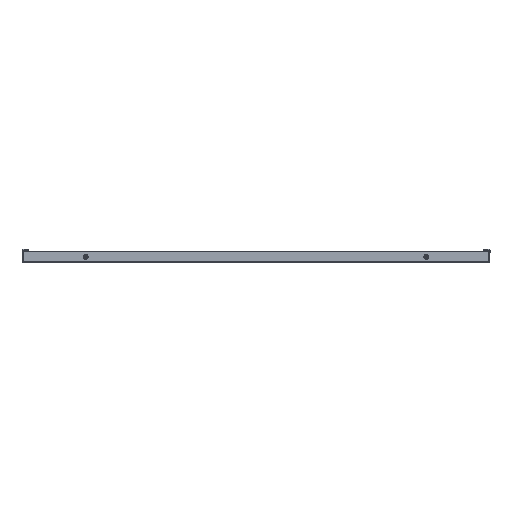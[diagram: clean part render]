
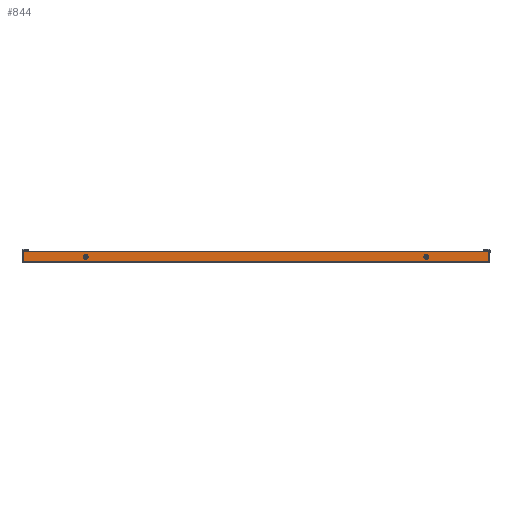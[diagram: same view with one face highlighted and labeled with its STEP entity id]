
A CAD part, front view. The second image highlights one B-rep face of the part: STEP entity #844.
In plain terms, the highlighted planar face has unit normal (0, -1, 0).
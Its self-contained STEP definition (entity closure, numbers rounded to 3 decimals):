
#844 = ADVANCED_FACE ( 'NONE', ( #21847, #21856, #21860 ), #14250, .F. ) ;
#1033 = DIRECTION ( 'NONE',  ( 0., 0., -1. ) ) ;
#1045 = DIRECTION ( 'NONE',  ( 0., -1., 0. ) ) ;
#1274 = CARTESIAN_POINT ( 'NONE',  ( -271.4, -1080.5, 9.5 ) ) ;
#1276 = DIRECTION ( 'NONE',  ( 0., 1., 0. ) ) ;
#1280 = DIRECTION ( 'NONE',  ( 0., 0., -1. ) ) ;
#1291 = CARTESIAN_POINT ( 'NONE',  ( 271.4, -1080.5, 9.5 ) ) ;
#4084 = AXIS2_PLACEMENT_3D ( 'NONE', #1274, #1045, #1033 ) ;
#4105 = AXIS2_PLACEMENT_3D ( 'NONE', #1291, #1276, #1280 ) ;
#7752 = AXIS2_PLACEMENT_3D ( 'NONE', #11714, #11663, #11671 ) ;
#7755 = AXIS2_PLACEMENT_3D ( 'NONE', #11773, #11782, #11783 ) ;
#9735 = CARTESIAN_POINT ( 'NONE',  ( -371.4, -1080.5, 18.5 ) ) ;
#9750 = CARTESIAN_POINT ( 'NONE',  ( 371.4, -1080.5, 18.5 ) ) ;
#9967 = CARTESIAN_POINT ( 'NONE',  ( 271.4, -1080.5, 13.5 ) ) ;
#10128 = CARTESIAN_POINT ( 'NONE',  ( 271.4, -1080.5, 5.5 ) ) ;
#10349 = CARTESIAN_POINT ( 'NONE',  ( -371.4, -1080.5, 1.51 ) ) ;
#10421 = CARTESIAN_POINT ( 'NONE',  ( 371.4, -1080.5, 1.51 ) ) ;
#10581 = CARTESIAN_POINT ( 'NONE',  ( -271.4, -1080.5, 5.5 ) ) ;
#10770 = CARTESIAN_POINT ( 'NONE',  ( -271.4, -1080.5, 13.5 ) ) ;
#11663 = DIRECTION ( 'NONE',  ( 0., 1., 0. ) ) ;
#11671 = DIRECTION ( 'NONE',  ( 0., 0., -1. ) ) ;
#11714 = CARTESIAN_POINT ( 'NONE',  ( 271.4, -1080.5, 9.5 ) ) ;
#11724 = DIRECTION ( 'NONE',  ( -1., 0., 0. ) ) ;
#11726 = CARTESIAN_POINT ( 'NONE',  ( -371.5, -1080.5, 1.51 ) ) ;
#11755 = CARTESIAN_POINT ( 'NONE',  ( 371.4, -1080.5, 1.51 ) ) ;
#11758 = DIRECTION ( 'NONE',  ( 0., 0., 1. ) ) ;
#11770 = CARTESIAN_POINT ( 'NONE',  ( -371.4, -1080.5, 1.51 ) ) ;
#11773 = CARTESIAN_POINT ( 'NONE',  ( -271.4, -1080.5, 9.5 ) ) ;
#11775 = DIRECTION ( 'NONE',  ( 0., 0., 1. ) ) ;
#11782 = DIRECTION ( 'NONE',  ( 0., -1., 0. ) ) ;
#11783 = DIRECTION ( 'NONE',  ( 0., 0., -1. ) ) ;
#11786 = CARTESIAN_POINT ( 'NONE',  ( -371.5, -1080.5, 18.5 ) ) ;
#11787 = DIRECTION ( 'NONE',  ( -1., 0., 0. ) ) ;
#14247 = DIRECTION ( 'NONE',  ( 0., 0., 1. ) ) ;
#14248 = DIRECTION ( 'NONE',  ( 0., 1., 0. ) ) ;
#14250 = PLANE ( 'NONE',  #19306 ) ;
#14251 = CARTESIAN_POINT ( 'NONE',  ( -371.5, -1080.5, 18.5 ) ) ;
#19306 = AXIS2_PLACEMENT_3D ( 'NONE', #14251, #14248, #14247 ) ;
#20583 = ORIENTED_EDGE ( 'NONE', *, *, #22606, .T. ) ;
#20584 = ORIENTED_EDGE ( 'NONE', *, *, #22624, .T. ) ;
#20627 = ORIENTED_EDGE ( 'NONE', *, *, #22425, .F. ) ;
#20673 = ORIENTED_EDGE ( 'NONE', *, *, #22610, .T. ) ;
#20674 = ORIENTED_EDGE ( 'NONE', *, *, #22385, .T. ) ;
#20727 = ORIENTED_EDGE ( 'NONE', *, *, #22614, .F. ) ;
#20793 = ORIENTED_EDGE ( 'NONE', *, *, #22605, .F. ) ;
#20797 = ORIENTED_EDGE ( 'NONE', *, *, #22603, .F. ) ;
#21560 = CIRCLE ( 'NONE', #4084, 4. ) ;
#21638 = CIRCLE ( 'NONE', #4105, 4. ) ;
#21847 = FACE_OUTER_BOUND ( 'NONE', #24702, .T. ) ;
#21856 = FACE_BOUND ( 'NONE', #24708, .T. ) ;
#21860 = FACE_BOUND ( 'NONE', #24711, .T. ) ;
#22334 = VECTOR ( 'NONE', #11775, 1000. ) ;
#22346 = LINE ( 'NONE', #11770, #22334 ) ;
#22353 = VECTOR ( 'NONE', #11758, 1000. ) ;
#22354 = CIRCLE ( 'NONE', #7755, 4. ) ;
#22357 = LINE ( 'NONE', #11786, #22358 ) ;
#22358 = VECTOR ( 'NONE', #11787, 1000. ) ;
#22361 = CIRCLE ( 'NONE', #7752, 4. ) ;
#22362 = VECTOR ( 'NONE', #11724, 1000. ) ;
#22363 = LINE ( 'NONE', #11755, #22353 ) ;
#22366 = LINE ( 'NONE', #11726, #22362 ) ;
#22385 = EDGE_CURVE ( 'NONE', #25515, #25457, #21638, .T. ) ;
#22425 = EDGE_CURVE ( 'NONE', #25615, #25392, #21560, .T. ) ;
#22603 = EDGE_CURVE ( 'NONE', #25295, #25285, #22346, .T. ) ;
#22605 = EDGE_CURVE ( 'NONE', #25392, #25615, #22354, .T. ) ;
#22606 = EDGE_CURVE ( 'NONE', #25334, #25285, #22357, .T. ) ;
#22610 = EDGE_CURVE ( 'NONE', #25283, #25334, #22363, .T. ) ;
#22614 = EDGE_CURVE ( 'NONE', #25283, #25295, #22366, .T. ) ;
#22624 = EDGE_CURVE ( 'NONE', #25457, #25515, #22361, .T. ) ;
#24702 = EDGE_LOOP ( 'NONE', ( #20673, #20583, #20797, #20727 ) ) ;
#24708 = EDGE_LOOP ( 'NONE', ( #20793, #20627 ) ) ;
#24711 = EDGE_LOOP ( 'NONE', ( #20674, #20584 ) ) ;
#25283 = VERTEX_POINT ( 'NONE', #10421 ) ;
#25285 = VERTEX_POINT ( 'NONE', #9735 ) ;
#25295 = VERTEX_POINT ( 'NONE', #10349 ) ;
#25334 = VERTEX_POINT ( 'NONE', #9750 ) ;
#25392 = VERTEX_POINT ( 'NONE', #10581 ) ;
#25457 = VERTEX_POINT ( 'NONE', #9967 ) ;
#25515 = VERTEX_POINT ( 'NONE', #10128 ) ;
#25615 = VERTEX_POINT ( 'NONE', #10770 ) ;
